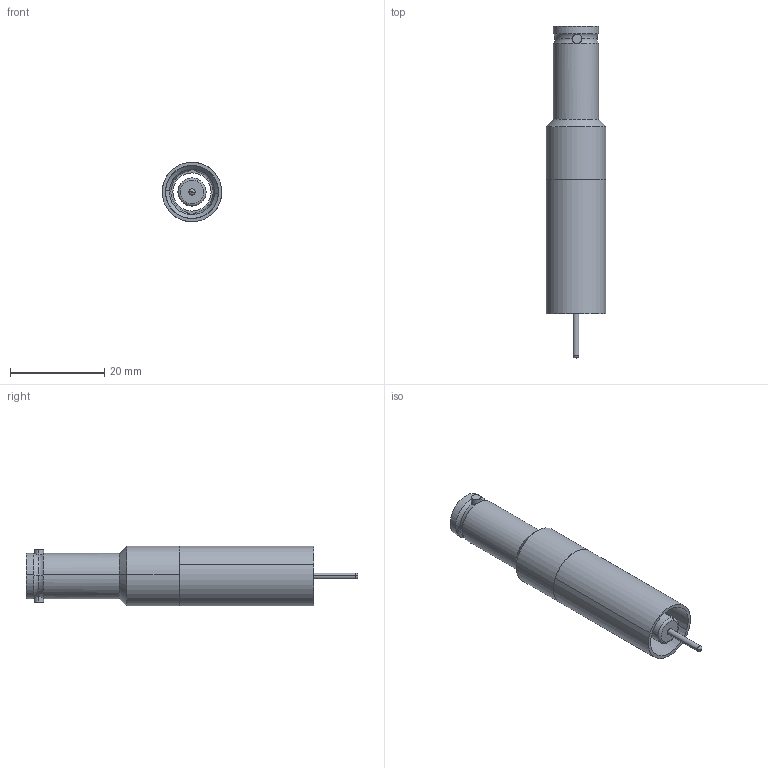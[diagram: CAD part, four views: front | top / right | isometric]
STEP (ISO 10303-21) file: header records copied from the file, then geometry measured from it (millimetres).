
FILE_DESCRIPTION (( 'STEP AP203' ), '1' );
FILE_NAME ('A1499-1.STEP', '2008-06-13T12:48:29', ( ' ' ), ( ' ' ), 'SwSTEP 2.0', 'SolidWorks 2007', '' );
FILE_SCHEMA (( 'CONFIG_CONTROL_DESIGN' ));
Length unit declared in the file: inch
Products named in the file (1): A1499-1
Bounding box: 12.61 x 70.38 x 12.61 mm (x, y, z)
Surface area: 5348.5 mm2 (no closed solid volume)
Topology: 0 solids, 5 shells, 46 faces, 106 edges, 68 vertices
Faces by surface type: cylinder 24, plane 10, torus 10, cone 2
Entity records: 1477 total; most frequent: CARTESIAN_POINT 317, DIRECTION 256, ORIENTED_EDGE 198, AXIS2_PLACEMENT_3D 115, EDGE_CURVE 106, VERTEX_POINT 68, CIRCLE 68, EDGE_LOOP 53
